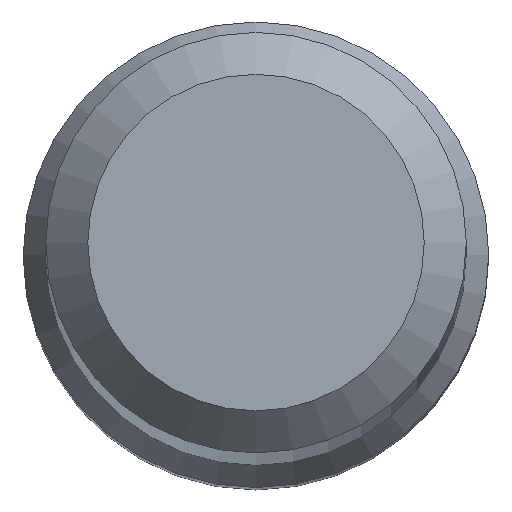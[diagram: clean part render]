
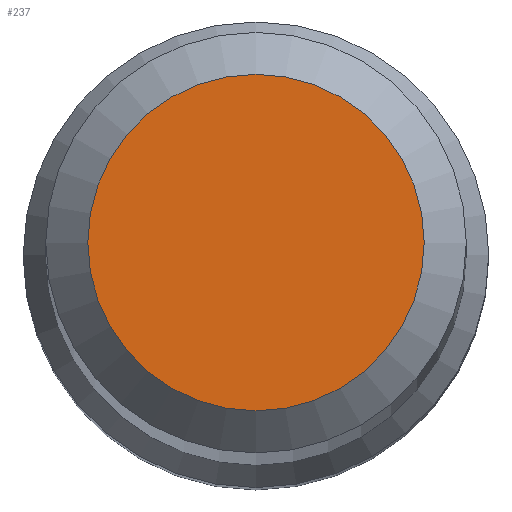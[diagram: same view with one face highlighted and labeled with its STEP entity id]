
A CAD part, top view. The second image highlights one B-rep face of the part: STEP entity #237.
In plain terms, the highlighted planar face has unit normal (0, 0, 1).
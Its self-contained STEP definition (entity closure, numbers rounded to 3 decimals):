
#8 = FACE_OUTER_BOUND ( 'NONE', #78, .T. ) ;
#44 = CARTESIAN_POINT ( 'NONE',  ( 0., 0., 80. ) ) ;
#48 = DIRECTION ( 'NONE',  ( 0., 0., 1. ) ) ;
#49 = VERTEX_POINT ( 'NONE', #185 ) ;
#66 = EDGE_CURVE ( 'NONE', #49, #49, #124, .T. ) ;
#77 = AXIS2_PLACEMENT_3D ( 'NONE', #162, #48, #123 ) ;
#78 = EDGE_LOOP ( 'NONE', ( #116 ) ) ;
#88 = PLANE ( 'NONE',  #77 ) ;
#109 = AXIS2_PLACEMENT_3D ( 'NONE', #44, #131, #211 ) ;
#116 = ORIENTED_EDGE ( 'NONE', *, *, #66, .F. ) ;
#123 = DIRECTION ( 'NONE',  ( 0., -1., 0. ) ) ;
#124 = CIRCLE ( 'NONE', #109, 1.6 ) ;
#131 = DIRECTION ( 'NONE',  ( 0., 0., -1. ) ) ;
#162 = CARTESIAN_POINT ( 'NONE',  ( 0., 0., 80. ) ) ;
#185 = CARTESIAN_POINT ( 'NONE',  ( 0., 1.6, 80. ) ) ;
#211 = DIRECTION ( 'NONE',  ( 0., 1., 0. ) ) ;
#237 = ADVANCED_FACE ( 'NONE', ( #8 ), #88, .T. ) ;
